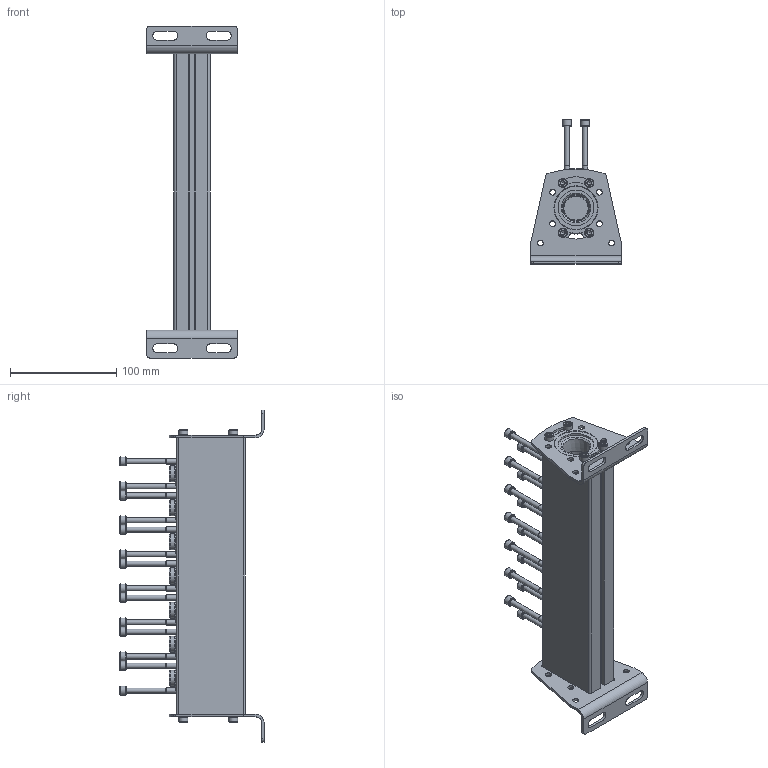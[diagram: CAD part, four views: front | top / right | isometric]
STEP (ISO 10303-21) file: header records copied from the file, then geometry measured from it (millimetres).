
FILE_DESCRIPTION(/* description */ ('STEP AP214'),/* implementation_level */ '2;1');
FILE_NAME(/* name */ '8026352_VABM-B10-30-N34-7-P53',/* time_stamp */ '2024-09-15T23:23:48+02:00',/* author */ ('License CC BY-ND 4.0'),/* organization */ ('CADENAS'),/* preprocessor_version */ 'ST-DEVELOPER v19.3',/* originating_system */ 'PARTsolutions',/* authorisation */ ' ');
FILE_SCHEMA (('AUTOMOTIVE_DESIGN {1 0 10303 214 3 1 1}'));
Length unit declared in the file: millimetre
Products named in the file (7): 8026352 VABM-B10-30-N34-7-P53; 8026352 VABM-B10-30-N34-7-P53---(M); 1654919 VUVS-G38---(S); 2191444 F-M5x60-10.9; 31786 B-3/4-NPT---(Plug); 1641438 VAME-B10-30-A---(V); DIN-912 - M5x12(F)
Assembly tree (33 placements, depth 2):
  8026352 VABM-B10-30-N34-7-P53
    8026352 VABM-B10-30-N34-7-P53---(M)
    1654919 VUVS-G38---(S)  x7
    2191444 F-M5x60-10.9  x14
    31786 B-3/4-NPT---(Plug)
    1641438 VAME-B10-30-A---(V)  x2
    DIN-912 - M5x12(F)  x8
Bounding box: 85 x 135.4 x 312 mm (x, y, z)
Volume: 479198.3 mm3; surface area: 153830.8 mm2
Topology: 33 solids, 33 shells, 1092 faces, 2548 edges, 1566 vertices
Faces by surface type: plane 533, cylinder 293, cone 234, torus 32
Full cylindrical faces by diameter (mm): 4.134 x23, 4.75 x14, 5 x23, 5.5 x12, 8.5 x22, 9 x7, 12 x7, 14.288 x1, 15.1 x7, 18.1 x7, 22.5 x7, 22.8 x1, 33.5 x2, 41 x2
Entity records: 8312 total; most frequent: CARTESIAN_POINT 1526, DIRECTION 1450, ORIENTED_EDGE 1102, AXIS2_PLACEMENT_3D 606, EDGE_CURVE 551, FACE_BOUND 492, EDGE_LOOP 466, VERTEX_POINT 435
